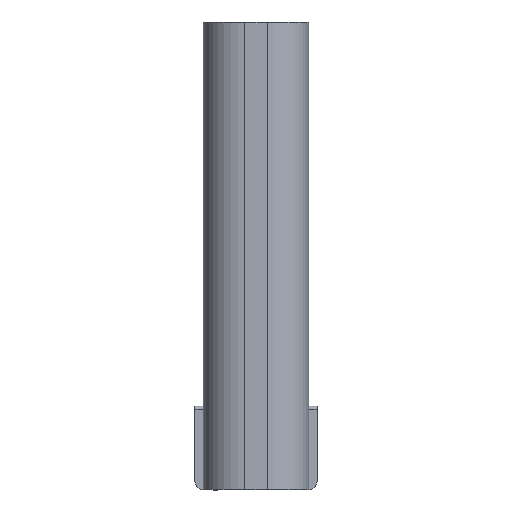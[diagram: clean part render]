
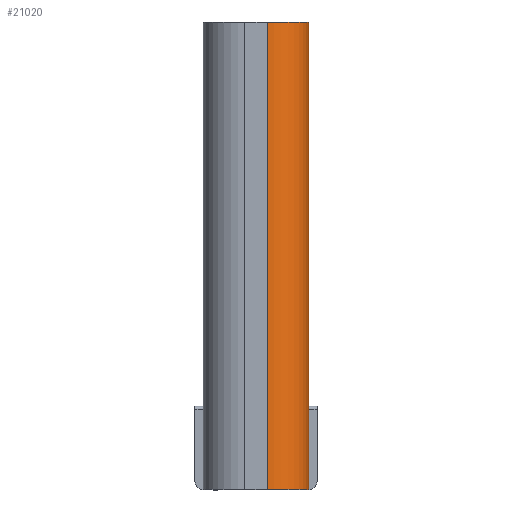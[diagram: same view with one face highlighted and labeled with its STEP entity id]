
A CAD part, top view. The second image highlights one B-rep face of the part: STEP entity #21020.
In plain terms, the highlighted cylindrical face has radius 1.25 mm (diameter 2.5 mm), a partial arc.
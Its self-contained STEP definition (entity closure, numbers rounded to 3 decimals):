
#1005 = DIRECTION ( 'NONE',  ( 0., 0., -1. ) ) ;
#1353 = ORIENTED_EDGE ( 'NONE', *, *, #13531, .F. ) ;
#1439 = VECTOR ( 'NONE', #15242, 1000. ) ;
#1751 = EDGE_LOOP ( 'NONE', ( #1353, #11479, #17778, #8942 ) ) ;
#3831 = AXIS2_PLACEMENT_3D ( 'NONE', #14916, #22981, #24559 ) ;
#4131 = DIRECTION ( 'NONE',  ( 0., 1., 0. ) ) ;
#4821 = DIRECTION ( 'NONE',  ( 0., 1., 0. ) ) ;
#4862 = CARTESIAN_POINT ( 'NONE',  ( 1.58, -7., 3.22 ) ) ;
#7244 = CIRCLE ( 'NONE', #14041, 1.25 ) ;
#8942 = ORIENTED_EDGE ( 'NONE', *, *, #24844, .T. ) ;
#11029 = LINE ( 'NONE', #20951, #1439 ) ;
#11479 = ORIENTED_EDGE ( 'NONE', *, *, #17954, .F. ) ;
#11698 = CIRCLE ( 'NONE', #18473, 1.25 ) ;
#12533 = VERTEX_POINT ( 'NONE', #16773 ) ;
#12815 = VERTEX_POINT ( 'NONE', #4862 ) ;
#13531 = EDGE_CURVE ( 'NONE', #14312, #18585, #7244, .T. ) ;
#14041 = AXIS2_PLACEMENT_3D ( 'NONE', #15540, #17493, #1005 ) ;
#14297 = CARTESIAN_POINT ( 'NONE',  ( 0.33, -7., 3.22 ) ) ;
#14312 = VERTEX_POINT ( 'NONE', #17265 ) ;
#14807 = FACE_OUTER_BOUND ( 'NONE', #1751, .T. ) ;
#14884 = VECTOR ( 'NONE', #4821, 1000. ) ;
#14916 = CARTESIAN_POINT ( 'NONE',  ( 0.33, -7., 3.22 ) ) ;
#15242 = DIRECTION ( 'NONE',  ( 0., 1., 0. ) ) ;
#15540 = CARTESIAN_POINT ( 'NONE',  ( 0.33, 7., 3.22 ) ) ;
#16434 = CARTESIAN_POINT ( 'NONE',  ( 1.58, 7., 3.22 ) ) ;
#16773 = CARTESIAN_POINT ( 'NONE',  ( 0.33, -7., 4.47 ) ) ;
#17265 = CARTESIAN_POINT ( 'NONE',  ( 0.33, 7., 4.47 ) ) ;
#17493 = DIRECTION ( 'NONE',  ( 0., 1., 0. ) ) ;
#17778 = ORIENTED_EDGE ( 'NONE', *, *, #19021, .T. ) ;
#17954 = EDGE_CURVE ( 'NONE', #12533, #14312, #11029, .T. ) ;
#18473 = AXIS2_PLACEMENT_3D ( 'NONE', #14297, #4131, #21367 ) ;
#18585 = VERTEX_POINT ( 'NONE', #16434 ) ;
#18967 = LINE ( 'NONE', #24495, #14884 ) ;
#19021 = EDGE_CURVE ( 'NONE', #12533, #12815, #11698, .T. ) ;
#20951 = CARTESIAN_POINT ( 'NONE',  ( 0.33, -7., 4.47 ) ) ;
#21004 = CYLINDRICAL_SURFACE ( 'NONE', #3831, 1.25 ) ;
#21020 = ADVANCED_FACE ( 'NONE', ( #14807 ), #21004, .T. ) ;
#21367 = DIRECTION ( 'NONE',  ( 0., 0., -1. ) ) ;
#22981 = DIRECTION ( 'NONE',  ( 0., 1., 0. ) ) ;
#24495 = CARTESIAN_POINT ( 'NONE',  ( 1.58, -7., 3.22 ) ) ;
#24559 = DIRECTION ( 'NONE',  ( 0., 0., -1. ) ) ;
#24844 = EDGE_CURVE ( 'NONE', #12815, #18585, #18967, .T. ) ;
